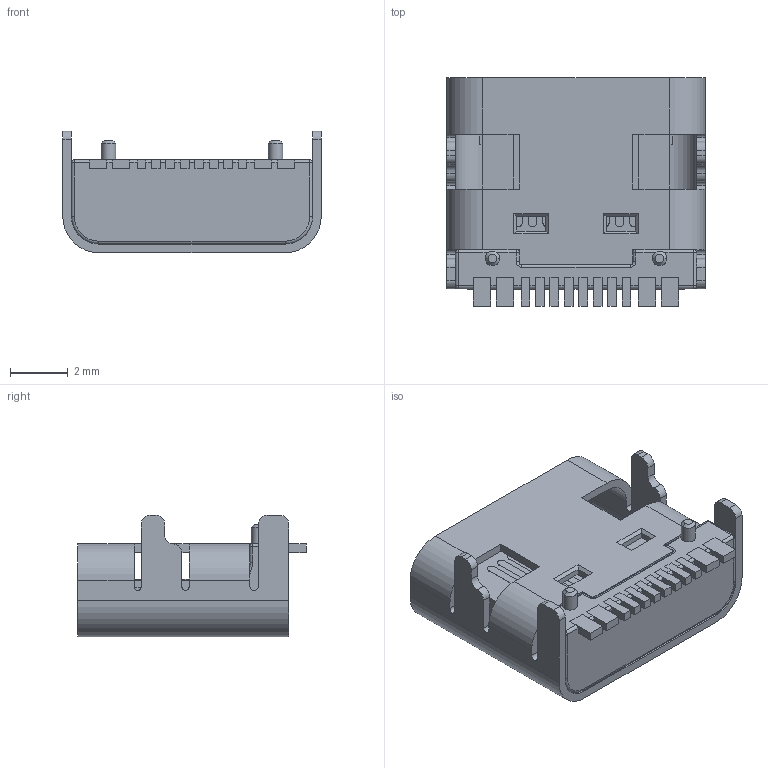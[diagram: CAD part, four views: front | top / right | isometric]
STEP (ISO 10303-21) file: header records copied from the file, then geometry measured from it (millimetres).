
FILE_DESCRIPTION (( 'STEP AP203' ), '1' );
FILE_NAME ('USB Type C Port (SMD Type) (1)[1].STEP', '2025-11-27T23:33:59', ( '' ), ( '' ), 'SwSTEP 2.0', 'SolidWorks 2024', '' );
FILE_SCHEMA (( 'CONFIG_CONTROL_DESIGN' ));
Length unit declared in the file: millimetre
Products named in the file (1): USB Type C Port (SMD Type) (1)[1]
Bounding box: 8.94 x 7.9 x 4.2 mm (x, y, z)
Volume: 115 mm3; surface area: 562.7 mm2
Topology: 24 solids, 24 shells, 394 faces, 983 edges, 624 vertices
Faces by surface type: plane 267, cylinder 99, torus 12, cone 8, sphere 6, bspline 2
Entity records: 11630 total; most frequent: CARTESIAN_POINT 2054, DIRECTION 1973, ORIENTED_EDGE 1950, EDGE_CURVE 975, VECTOR 751, LINE 751, VERTEX_POINT 624, AXIS2_PLACEMENT_3D 611
